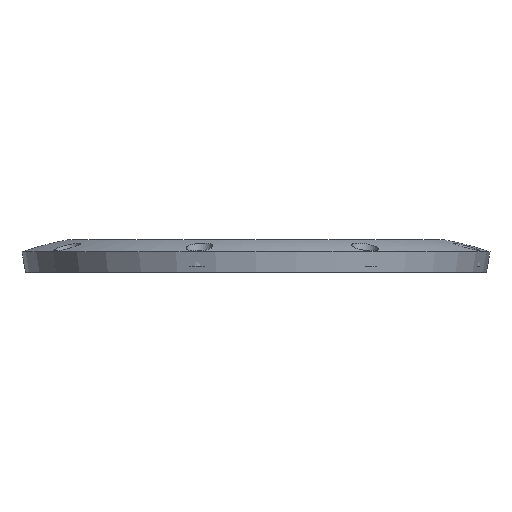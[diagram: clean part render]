
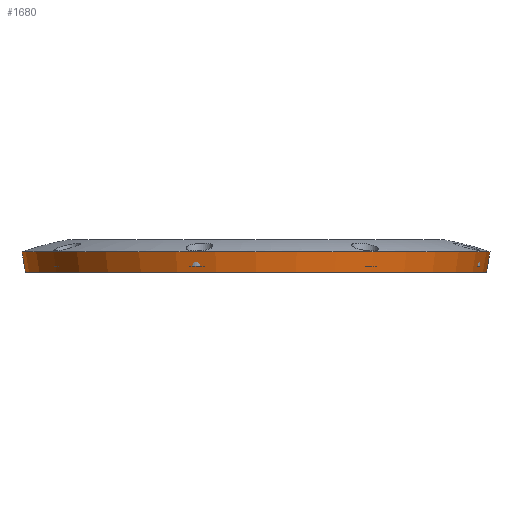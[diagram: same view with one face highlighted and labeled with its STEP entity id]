
A CAD part, front view. The second image highlights one B-rep face of the part: STEP entity #1680.
In plain terms, the highlighted conical face has half-angle 10 degrees and reference radius 112 mm.
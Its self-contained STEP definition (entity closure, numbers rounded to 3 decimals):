
#78 = AXIS2_PLACEMENT_3D ( 'NONE', #1559, #1091, #937 ) ;
#120 = DIRECTION ( 'NONE',  ( 0., 0., 1. ) ) ;
#130 = CARTESIAN_POINT ( 'NONE',  ( -112., 0., 0. ) ) ;
#131 = CONICAL_SURFACE ( 'NONE', #702, 112., 0.175 ) ;
#138 = VERTEX_POINT ( 'NONE', #1186 ) ;
#155 = CARTESIAN_POINT ( 'NONE',  ( 112., 0., 0. ) ) ;
#331 = ORIENTED_EDGE ( 'NONE', *, *, #1758, .F. ) ;
#429 = VECTOR ( 'NONE', #1607, 1000. ) ;
#577 = CIRCLE ( 'NONE', #1322, 113.763 ) ;
#609 = DIRECTION ( 'NONE',  ( 1., 0., 0. ) ) ;
#648 = LINE ( 'NONE', #1162, #429 ) ;
#702 = AXIS2_PLACEMENT_3D ( 'NONE', #1726, #120, #609 ) ;
#715 = EDGE_CURVE ( 'NONE', #138, #900, #577, .T. ) ;
#816 = VECTOR ( 'NONE', #1591, 1000. ) ;
#824 = VERTEX_POINT ( 'NONE', #155 ) ;
#836 = EDGE_CURVE ( 'NONE', #824, #138, #648, .T. ) ;
#900 = VERTEX_POINT ( 'NONE', #1751 ) ;
#921 = FACE_OUTER_BOUND ( 'NONE', #1145, .T. ) ;
#937 = DIRECTION ( 'NONE',  ( -1., 0., 0. ) ) ;
#975 = DIRECTION ( 'NONE',  ( 0., 0., -1. ) ) ;
#1091 = DIRECTION ( 'NONE',  ( 0., 0., -1. ) ) ;
#1097 = EDGE_CURVE ( 'NONE', #824, #1735, #1632, .T. ) ;
#1145 = EDGE_LOOP ( 'NONE', ( #331, #2032, #1472, #2039 ) ) ;
#1162 = CARTESIAN_POINT ( 'NONE',  ( 112., 0., 0. ) ) ;
#1186 = CARTESIAN_POINT ( 'NONE',  ( 113.763, 0., 10. ) ) ;
#1322 = AXIS2_PLACEMENT_3D ( 'NONE', #2060, #975, #1944 ) ;
#1472 = ORIENTED_EDGE ( 'NONE', *, *, #836, .T. ) ;
#1559 = CARTESIAN_POINT ( 'NONE',  ( 0., 0., 0. ) ) ;
#1581 = LINE ( 'NONE', #130, #816 ) ;
#1591 = DIRECTION ( 'NONE',  ( -0.174, 0., 0.985 ) ) ;
#1607 = DIRECTION ( 'NONE',  ( 0.174, 0., 0.985 ) ) ;
#1632 = CIRCLE ( 'NONE', #78, 112. ) ;
#1680 = ADVANCED_FACE ( 'NONE', ( #921 ), #131, .T. ) ;
#1726 = CARTESIAN_POINT ( 'NONE',  ( 0., 0., 0. ) ) ;
#1735 = VERTEX_POINT ( 'NONE', #2086 ) ;
#1751 = CARTESIAN_POINT ( 'NONE',  ( -113.763, 0., 10. ) ) ;
#1758 = EDGE_CURVE ( 'NONE', #1735, #900, #1581, .T. ) ;
#1944 = DIRECTION ( 'NONE',  ( -1., 0., 0. ) ) ;
#2032 = ORIENTED_EDGE ( 'NONE', *, *, #1097, .F. ) ;
#2039 = ORIENTED_EDGE ( 'NONE', *, *, #715, .T. ) ;
#2060 = CARTESIAN_POINT ( 'NONE',  ( 0., 0., 10. ) ) ;
#2086 = CARTESIAN_POINT ( 'NONE',  ( -112., 0., 0. ) ) ;
